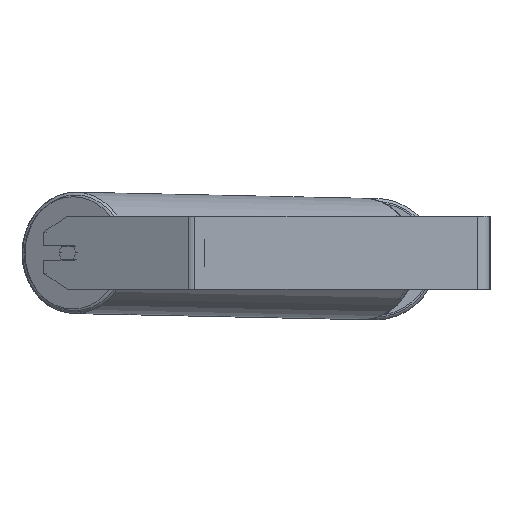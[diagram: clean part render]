
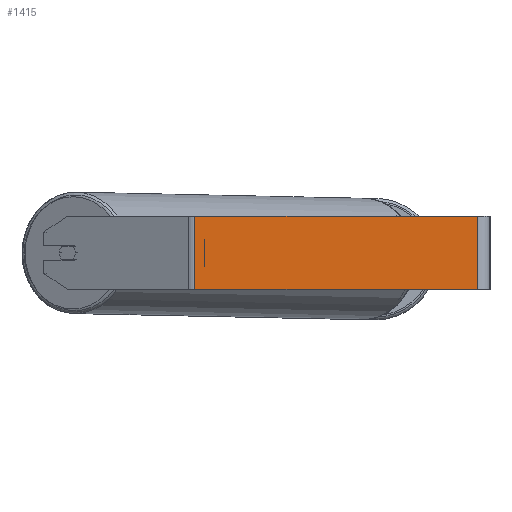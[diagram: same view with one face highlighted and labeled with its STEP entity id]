
A CAD part, left-side view. The second image highlights one B-rep face of the part: STEP entity #1415.
In plain terms, the highlighted planar face has unit normal (-1, 0, 0).
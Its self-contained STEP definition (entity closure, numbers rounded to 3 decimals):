
#731 = VECTOR ( 'NONE', #6545, 1000. ) ;
#1031 = ORIENTED_EDGE ( 'NONE', *, *, #2700, .F. ) ;
#1143 = LINE ( 'NONE', #6502, #731 ) ;
#1145 = DIRECTION ( 'NONE',  ( 0., 0., -1. ) ) ;
#1366 = DIRECTION ( 'NONE',  ( 0., 0., -1. ) ) ;
#1415 = ADVANCED_FACE ( 'NONE', ( #3358 ), #8044, .F. ) ;
#1586 = EDGE_CURVE ( 'NONE', #3807, #3148, #1143, .T. ) ;
#1640 = EDGE_CURVE ( 'NONE', #8147, #2675, #8742, .T. ) ;
#1815 = LINE ( 'NONE', #7226, #2440 ) ;
#1958 = ORIENTED_EDGE ( 'NONE', *, *, #1586, .T. ) ;
#2025 = CARTESIAN_POINT ( 'NONE',  ( -1000., 326.918, 40. ) ) ;
#2179 = ORIENTED_EDGE ( 'NONE', *, *, #1640, .F. ) ;
#2440 = VECTOR ( 'NONE', #1145, 1000. ) ;
#2675 = VERTEX_POINT ( 'NONE', #5179 ) ;
#2700 = EDGE_CURVE ( 'NONE', #2675, #3148, #1815, .T. ) ;
#2723 = CARTESIAN_POINT ( 'NONE',  ( -1000., 323.167, 40. ) ) ;
#2812 = DIRECTION ( 'NONE',  ( 0., 0., -1. ) ) ;
#3148 = VERTEX_POINT ( 'NONE', #8224 ) ;
#3182 = ORIENTED_EDGE ( 'NONE', *, *, #8088, .T. ) ;
#3358 = FACE_OUTER_BOUND ( 'NONE', #7085, .T. ) ;
#3807 = VERTEX_POINT ( 'NONE', #4007 ) ;
#4007 = CARTESIAN_POINT ( 'NONE',  ( -1000., 323.167, -40. ) ) ;
#4806 = CARTESIAN_POINT ( 'NONE',  ( -1000., 326.918, 40. ) ) ;
#4839 = CARTESIAN_POINT ( 'NONE',  ( -1000., 323.167, 40. ) ) ;
#5179 = CARTESIAN_POINT ( 'NONE',  ( -1000., 14., 40. ) ) ;
#6502 = CARTESIAN_POINT ( 'NONE',  ( -1000., 326.918, -40. ) ) ;
#6545 = DIRECTION ( 'NONE',  ( 0., -1., 0. ) ) ;
#6933 = LINE ( 'NONE', #4839, #7255 ) ;
#7085 = EDGE_LOOP ( 'NONE', ( #1958, #1031, #2179, #3182 ) ) ;
#7226 = CARTESIAN_POINT ( 'NONE',  ( -1000., 14., 40. ) ) ;
#7255 = VECTOR ( 'NONE', #2812, 1000. ) ;
#7404 = VECTOR ( 'NONE', #7499, 1000. ) ;
#7489 = DIRECTION ( 'NONE',  ( 1., 0., 0. ) ) ;
#7499 = DIRECTION ( 'NONE',  ( 0., -1., 0. ) ) ;
#8044 = PLANE ( 'NONE',  #8080 ) ;
#8080 = AXIS2_PLACEMENT_3D ( 'NONE', #2025, #7489, #1366 ) ;
#8088 = EDGE_CURVE ( 'NONE', #8147, #3807, #6933, .T. ) ;
#8147 = VERTEX_POINT ( 'NONE', #2723 ) ;
#8224 = CARTESIAN_POINT ( 'NONE',  ( -1000., 14., -40. ) ) ;
#8742 = LINE ( 'NONE', #4806, #7404 ) ;
